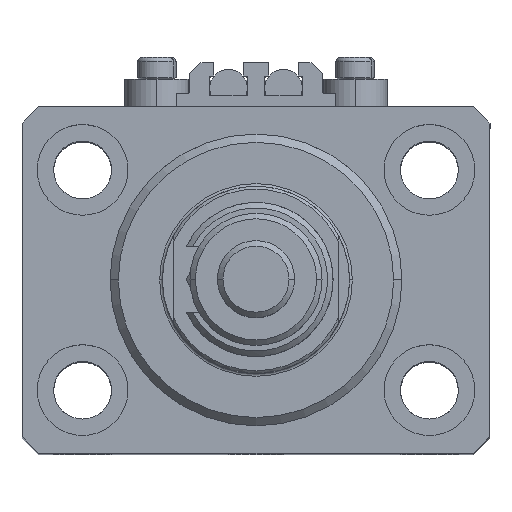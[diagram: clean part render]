
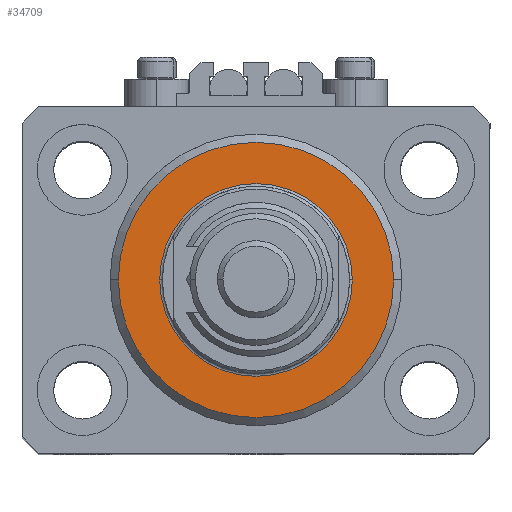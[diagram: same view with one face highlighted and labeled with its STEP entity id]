
A CAD part, top view. The second image highlights one B-rep face of the part: STEP entity #34709.
In plain terms, the highlighted face is planar.
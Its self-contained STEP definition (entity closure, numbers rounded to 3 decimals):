
#72 = EDGE_CURVE ( 'NONE', #29195, #36685, #14830, .T. ) ;
#3652 = AXIS2_PLACEMENT_3D ( 'NONE', #21568, #20512, #13089 ) ;
#3688 = CARTESIAN_POINT ( 'NONE',  ( 25., 0., 0. ) ) ;
#3698 = PLANE ( 'NONE',  #12745 ) ;
#4496 = CIRCLE ( 'NONE', #3652, 17.5 ) ;
#7655 = CARTESIAN_POINT ( 'NONE',  ( 0., 0., 0. ) ) ;
#7709 = DIRECTION ( 'NONE',  ( 0., 0., -1. ) ) ;
#7919 = DIRECTION ( 'NONE',  ( 1., 0., 0. ) ) ;
#8553 = CIRCLE ( 'NONE', #32201, 25. ) ;
#11010 = AXIS2_PLACEMENT_3D ( 'NONE', #7655, #15883, #31228 ) ;
#11874 = CIRCLE ( 'NONE', #11010, 17.5 ) ;
#12745 = AXIS2_PLACEMENT_3D ( 'NONE', #16151, #47850, #7919 ) ;
#13089 = DIRECTION ( 'NONE',  ( 1., 0., 0. ) ) ;
#13594 = EDGE_CURVE ( 'NONE', #34504, #18143, #11874, .T. ) ;
#14830 = CIRCLE ( 'NONE', #21625, 25. ) ;
#15248 = EDGE_CURVE ( 'NONE', #36685, #29195, #8553, .T. ) ;
#15539 = DIRECTION ( 'NONE',  ( 0., 0., -1. ) ) ;
#15883 = DIRECTION ( 'NONE',  ( 0., 0., 1. ) ) ;
#16151 = CARTESIAN_POINT ( 'NONE',  ( 0., 0., 0. ) ) ;
#17215 = EDGE_LOOP ( 'NONE', ( #39329, #46140 ) ) ;
#18143 = VERTEX_POINT ( 'NONE', #51131 ) ;
#20512 = DIRECTION ( 'NONE',  ( 0., 0., 1. ) ) ;
#21568 = CARTESIAN_POINT ( 'NONE',  ( 0., 0., 0. ) ) ;
#21625 = AXIS2_PLACEMENT_3D ( 'NONE', #23358, #7709, #27071 ) ;
#23358 = CARTESIAN_POINT ( 'NONE',  ( 0., 0., 0. ) ) ;
#23759 = CARTESIAN_POINT ( 'NONE',  ( 0., 0., 0. ) ) ;
#27071 = DIRECTION ( 'NONE',  ( 1., 0., 0. ) ) ;
#27800 = FACE_OUTER_BOUND ( 'NONE', #50570, .T. ) ;
#29195 = VERTEX_POINT ( 'NONE', #3688 ) ;
#29983 = ORIENTED_EDGE ( 'NONE', *, *, #72, .T. ) ;
#31228 = DIRECTION ( 'NONE',  ( 1., 0., 0. ) ) ;
#32201 = AXIS2_PLACEMENT_3D ( 'NONE', #23759, #15539, #47767 ) ;
#34504 = VERTEX_POINT ( 'NONE', #36815 ) ;
#34709 = ADVANCED_FACE ( 'NONE', ( #43643, #27800 ), #3698, .F. ) ;
#36685 = VERTEX_POINT ( 'NONE', #38466 ) ;
#36815 = CARTESIAN_POINT ( 'NONE',  ( 17.5, 0., 0. ) ) ;
#38466 = CARTESIAN_POINT ( 'NONE',  ( -25., 0., 0. ) ) ;
#39329 = ORIENTED_EDGE ( 'NONE', *, *, #13594, .T. ) ;
#40445 = EDGE_CURVE ( 'NONE', #18143, #34504, #4496, .T. ) ;
#43643 = FACE_BOUND ( 'NONE', #17215, .T. ) ;
#43889 = ORIENTED_EDGE ( 'NONE', *, *, #15248, .T. ) ;
#46140 = ORIENTED_EDGE ( 'NONE', *, *, #40445, .T. ) ;
#47767 = DIRECTION ( 'NONE',  ( 1., 0., 0. ) ) ;
#47850 = DIRECTION ( 'NONE',  ( 0., 0., 1. ) ) ;
#50570 = EDGE_LOOP ( 'NONE', ( #29983, #43889 ) ) ;
#51131 = CARTESIAN_POINT ( 'NONE',  ( -17.5, 0., 0. ) ) ;
